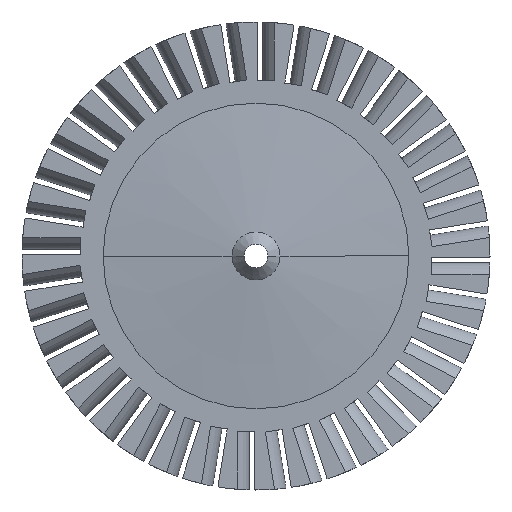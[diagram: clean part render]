
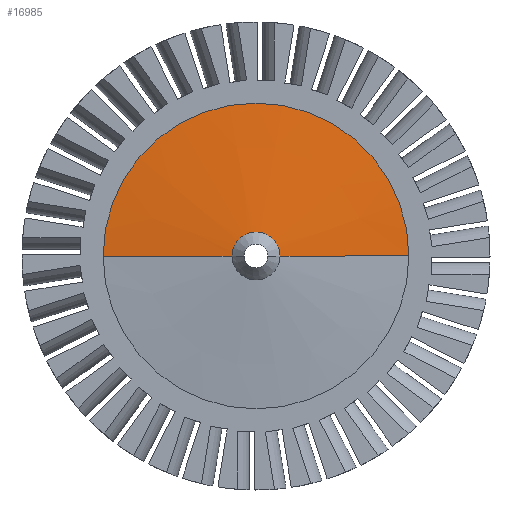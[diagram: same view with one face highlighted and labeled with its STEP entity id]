
A CAD part, front view. The second image highlights one B-rep face of the part: STEP entity #16985.
In plain terms, the highlighted conical face has half-angle 84.552 degrees and reference radius 64.922 mm.
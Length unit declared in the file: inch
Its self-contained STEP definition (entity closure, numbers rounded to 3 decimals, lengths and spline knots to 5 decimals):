
#119 = CARTESIAN_POINT ( 'NONE',  ( 2.556, -0.2125, 0. ) ) ;
#1380 = ORIENTED_EDGE ( 'NONE', *, *, #1878, .F. ) ;
#1421 = DIRECTION ( 'NONE',  ( 0., -1., 0. ) ) ;
#1878 = EDGE_CURVE ( 'NONE', #7734, #2411, #18717, .T. ) ;
#2411 = VERTEX_POINT ( 'NONE', #10721 ) ;
#3535 = ORIENTED_EDGE ( 'NONE', *, *, #16465, .T. ) ;
#4440 = AXIS2_PLACEMENT_3D ( 'NONE', #20184, #1421, #9995 ) ;
#5656 = VERTEX_POINT ( 'NONE', #119 ) ;
#6606 = ORIENTED_EDGE ( 'NONE', *, *, #21088, .T. ) ;
#7178 = AXIS2_PLACEMENT_3D ( 'NONE', #21222, #12625, #19624 ) ;
#7398 = VERTEX_POINT ( 'NONE', #16062 ) ;
#7734 = VERTEX_POINT ( 'NONE', #20713 ) ;
#9995 = DIRECTION ( 'NONE',  ( 1., 0., 0. ) ) ;
#10476 = AXIS2_PLACEMENT_3D ( 'NONE', #22184, #16572, #17021 ) ;
#10721 = CARTESIAN_POINT ( 'NONE',  ( -0.4, -0.41812, 0. ) ) ;
#11214 = CONICAL_SURFACE ( 'NONE', #7178, 2.556, 1.476 ) ;
#12606 = VECTOR ( 'NONE', #13611, 39.37008 ) ;
#12625 = DIRECTION ( 'NONE',  ( 0., 1., 0. ) ) ;
#13152 = EDGE_CURVE ( 'NONE', #2411, #7398, #15333, .T. ) ;
#13611 = DIRECTION ( 'NONE',  ( -0.995, 0.095, 0. ) ) ;
#14578 = FACE_OUTER_BOUND ( 'NONE', #22397, .T. ) ;
#15333 = LINE ( 'NONE', #22097, #12606 ) ;
#16062 = CARTESIAN_POINT ( 'NONE',  ( -2.556, -0.2125, 0. ) ) ;
#16465 = EDGE_CURVE ( 'NONE', #5656, #7398, #17042, .T. ) ;
#16572 = DIRECTION ( 'NONE',  ( 0., -1., 0. ) ) ;
#16985 = ADVANCED_FACE ( 'NONE', ( #14578 ), #11214, .T. ) ;
#17021 = DIRECTION ( 'NONE',  ( 1., 0., 0. ) ) ;
#17042 = CIRCLE ( 'NONE', #10476, 2.556 ) ;
#17275 = DIRECTION ( 'NONE',  ( 0.995, 0.095, 0. ) ) ;
#18717 = CIRCLE ( 'NONE', #4440, 0.4 ) ;
#18761 = CARTESIAN_POINT ( 'NONE',  ( 2.556, -0.2125, 0. ) ) ;
#19624 = DIRECTION ( 'NONE',  ( -1., 0., 0. ) ) ;
#20184 = CARTESIAN_POINT ( 'NONE',  ( 0., -0.41812, 0. ) ) ;
#20439 = ORIENTED_EDGE ( 'NONE', *, *, #13152, .F. ) ;
#20713 = CARTESIAN_POINT ( 'NONE',  ( 0.4, -0.41812, 0. ) ) ;
#20718 = LINE ( 'NONE', #18761, #22313 ) ;
#21088 = EDGE_CURVE ( 'NONE', #7734, #5656, #20718, .T. ) ;
#21222 = CARTESIAN_POINT ( 'NONE',  ( 0., -0.2125, 0. ) ) ;
#22097 = CARTESIAN_POINT ( 'NONE',  ( -2.556, -0.2125, 0. ) ) ;
#22184 = CARTESIAN_POINT ( 'NONE',  ( 0., -0.2125, 0. ) ) ;
#22313 = VECTOR ( 'NONE', #17275, 39.37008 ) ;
#22397 = EDGE_LOOP ( 'NONE', ( #1380, #6606, #3535, #20439 ) ) ;
